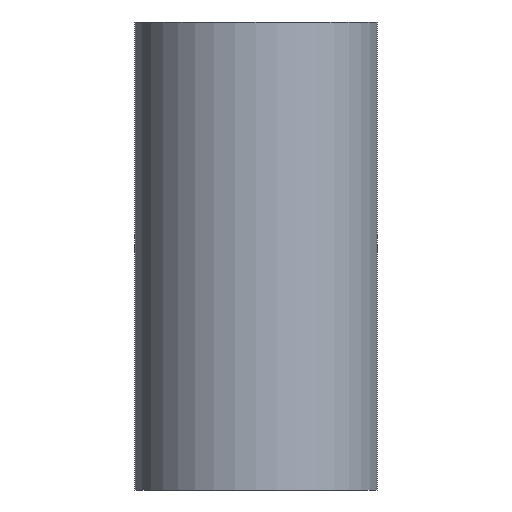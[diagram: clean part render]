
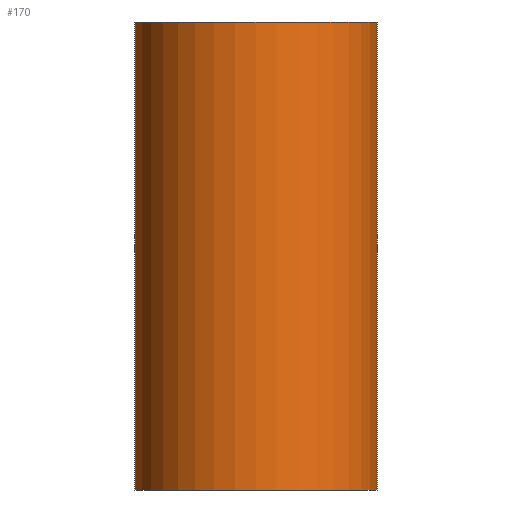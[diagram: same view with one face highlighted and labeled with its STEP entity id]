
A CAD part, left-side view. The second image highlights one B-rep face of the part: STEP entity #170.
In plain terms, the highlighted cylindrical face has radius 20.5 mm (diameter 41 mm), a full revolution.
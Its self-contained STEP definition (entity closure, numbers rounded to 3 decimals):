
#24=FACE_BOUND($,#66,.T.);
#25=FACE_BOUND($,#67,.T.);
#26=FACE_BOUND($,#68,.T.);
#44=CIRCLE($,#192,20.5);
#45=CIRCLE($,#193,20.5);
#66=EDGE_LOOP($,(#133,#134,#135,#136));
#67=EDGE_LOOP($,(#137));
#68=EDGE_LOOP($,(#138));
#88=B_SPLINE_CURVE_WITH_KNOTS($,3,(#328,#329,#330,#331,#332,#333,#334,#335,
#336,#337,#338,#339,#340,#341,#342,#343,#344,#345),.UNSPECIFIED.,.F.,.F.,
(4,2,2,2,2,2,2,2,4),(5.542,5.895,6.248,
6.602,6.955,7.294,7.634,7.973,
8.312),.UNSPECIFIED.);
#89=B_SPLINE_CURVE_WITH_KNOTS($,3,(#347,#348,#349,#350,#351,#352,#353,#354,
#355,#356,#357,#358,#359,#360,#361,#362,#363,#364),.UNSPECIFIED.,.F.,.F.,
(4,2,2,2,2,2,2,2,4),(-5.542,-5.188,-4.835,
-4.482,-4.128,-3.789,-3.45,-3.11,
-2.771),.UNSPECIFIED.);
#90=B_SPLINE_CURVE_WITH_KNOTS($,3,(#366,#367,#368,#369,#370,#371,#372,#373,
#374,#375,#376,#377,#378,#379,#380,#381,#382,#383),.UNSPECIFIED.,.F.,.F.,
(4,2,2,2,2,2,2,2,4),(8.312,8.652,8.991,
9.331,9.67,10.023,10.377,10.73,
11.083),.UNSPECIFIED.);
#91=B_SPLINE_CURVE_WITH_KNOTS($,3,(#384,#385,#386,#387,#388,#389,#390,#391,
#392,#393,#394,#395,#396,#397,#398,#399,#400,#401),.UNSPECIFIED.,.F.,.F.,
(4,2,2,2,2,2,2,2,4),(-2.771,-2.431,-2.092,
-1.753,-1.413,-1.06,-0.707,
-0.353,0.),.UNSPECIFIED.);
#98=VERTEX_POINT($,#326);
#99=VERTEX_POINT($,#327);
#100=VERTEX_POINT($,#346);
#101=VERTEX_POINT($,#365);
#102=VERTEX_POINT($,#402);
#103=VERTEX_POINT($,#404);
#115=EDGE_CURVE($,#98,#99,#88,.T.);
#116=EDGE_CURVE($,#98,#100,#89,.T.);
#117=EDGE_CURVE($,#100,#101,#90,.T.);
#118=EDGE_CURVE($,#99,#101,#91,.T.);
#119=EDGE_CURVE($,#102,#102,#44,.T.);
#120=EDGE_CURVE($,#103,#103,#45,.T.);
#133=ORIENTED_EDGE($,*,*,#115,.F.);
#134=ORIENTED_EDGE($,*,*,#116,.T.);
#135=ORIENTED_EDGE($,*,*,#117,.T.);
#136=ORIENTED_EDGE($,*,*,#118,.F.);
#137=ORIENTED_EDGE($,*,*,#119,.T.);
#138=ORIENTED_EDGE($,*,*,#120,.F.);
#163=CYLINDRICAL_SURFACE($,#191,20.5);
#170=ADVANCED_FACE($,(#24,#25,#26),#163,.T.);
#191=AXIS2_PLACEMENT_3D($,#325,#226,#227);
#192=AXIS2_PLACEMENT_3D($,#403,#228,#229);
#193=AXIS2_PLACEMENT_3D($,#405,#230,#231);
#226=DIRECTION('center_axis',(0.,0.,1.));
#227=DIRECTION('ref_axis',(1.,0.,0.));
#228=DIRECTION('center_axis',(0.,0.,1.));
#229=DIRECTION('ref_axis',(1.,0.,0.));
#230=DIRECTION('center_axis',(0.,0.,1.));
#231=DIRECTION('ref_axis',(1.,0.,0.));
#325=CARTESIAN_POINT('Origin',(0.,0.,0.));
#326=CARTESIAN_POINT('',(11.456,-17.,39.5));
#327=CARTESIAN_POINT('',(20.5,0.,22.5));
#328=CARTESIAN_POINT('Ctrl Pts',(11.456,-17.,39.5));
#329=CARTESIAN_POINT('Ctrl Pts',(11.456,-17.,38.322));
#330=CARTESIAN_POINT('Ctrl Pts',(11.643,-16.878,37.167));
#331=CARTESIAN_POINT('Ctrl Pts',(12.286,-16.416,34.937));
#332=CARTESIAN_POINT('Ctrl Pts',(12.738,-16.076,33.862));
#333=CARTESIAN_POINT('Ctrl Pts',(13.765,-15.206,31.818));
#334=CARTESIAN_POINT('Ctrl Pts',(14.339,-14.675,30.849));
#335=CARTESIAN_POINT('Ctrl Pts',(15.491,-13.453,29.05));
#336=CARTESIAN_POINT('Ctrl Pts',(16.069,-12.762,28.22));
#337=CARTESIAN_POINT('Ctrl Pts',(17.121,-11.309,26.767));
#338=CARTESIAN_POINT('Ctrl Pts',(17.638,-10.497,26.084));
#339=CARTESIAN_POINT('Ctrl Pts',(18.588,-8.704,24.857));
#340=CARTESIAN_POINT('Ctrl Pts',(19.022,-7.722,24.313));
#341=CARTESIAN_POINT('Ctrl Pts',(19.74,-5.64,23.423));
#342=CARTESIAN_POINT('Ctrl Pts',(20.024,-4.537,23.076));
#343=CARTESIAN_POINT('Ctrl Pts',(20.405,-2.283,22.615));
#344=CARTESIAN_POINT('Ctrl Pts',(20.5,-1.131,22.5));
#345=CARTESIAN_POINT('Ctrl Pts',(20.5,0.,22.5));
#346=CARTESIAN_POINT('',(20.5,0.,56.5));
#347=CARTESIAN_POINT('Ctrl Pts',(11.456,-17.,39.5));
#348=CARTESIAN_POINT('Ctrl Pts',(11.456,-17.,40.678));
#349=CARTESIAN_POINT('Ctrl Pts',(11.643,-16.878,41.833));
#350=CARTESIAN_POINT('Ctrl Pts',(12.286,-16.416,44.063));
#351=CARTESIAN_POINT('Ctrl Pts',(12.738,-16.076,45.138));
#352=CARTESIAN_POINT('Ctrl Pts',(13.765,-15.206,47.182));
#353=CARTESIAN_POINT('Ctrl Pts',(14.339,-14.675,48.151));
#354=CARTESIAN_POINT('Ctrl Pts',(15.491,-13.453,49.95));
#355=CARTESIAN_POINT('Ctrl Pts',(16.069,-12.762,50.78));
#356=CARTESIAN_POINT('Ctrl Pts',(17.121,-11.309,52.233));
#357=CARTESIAN_POINT('Ctrl Pts',(17.638,-10.497,52.916));
#358=CARTESIAN_POINT('Ctrl Pts',(18.588,-8.704,54.143));
#359=CARTESIAN_POINT('Ctrl Pts',(19.022,-7.722,54.687));
#360=CARTESIAN_POINT('Ctrl Pts',(19.74,-5.64,55.577));
#361=CARTESIAN_POINT('Ctrl Pts',(20.024,-4.537,55.924));
#362=CARTESIAN_POINT('Ctrl Pts',(20.405,-2.283,56.385));
#363=CARTESIAN_POINT('Ctrl Pts',(20.5,-1.131,56.5));
#364=CARTESIAN_POINT('Ctrl Pts',(20.5,0.,56.5));
#365=CARTESIAN_POINT('',(11.456,17.,39.5));
#366=CARTESIAN_POINT('Ctrl Pts',(20.5,0.,56.5));
#367=CARTESIAN_POINT('Ctrl Pts',(20.5,1.131,56.5));
#368=CARTESIAN_POINT('Ctrl Pts',(20.405,2.283,56.385));
#369=CARTESIAN_POINT('Ctrl Pts',(20.024,4.537,55.924));
#370=CARTESIAN_POINT('Ctrl Pts',(19.74,5.64,55.577));
#371=CARTESIAN_POINT('Ctrl Pts',(19.022,7.722,54.687));
#372=CARTESIAN_POINT('Ctrl Pts',(18.588,8.704,54.143));
#373=CARTESIAN_POINT('Ctrl Pts',(17.638,10.497,52.916));
#374=CARTESIAN_POINT('Ctrl Pts',(17.121,11.309,52.233));
#375=CARTESIAN_POINT('Ctrl Pts',(16.069,12.762,50.78));
#376=CARTESIAN_POINT('Ctrl Pts',(15.491,13.453,49.95));
#377=CARTESIAN_POINT('Ctrl Pts',(14.339,14.675,48.151));
#378=CARTESIAN_POINT('Ctrl Pts',(13.765,15.206,47.182));
#379=CARTESIAN_POINT('Ctrl Pts',(12.738,16.076,45.138));
#380=CARTESIAN_POINT('Ctrl Pts',(12.286,16.416,44.063));
#381=CARTESIAN_POINT('Ctrl Pts',(11.643,16.878,41.833));
#382=CARTESIAN_POINT('Ctrl Pts',(11.456,17.,40.678));
#383=CARTESIAN_POINT('Ctrl Pts',(11.456,17.,39.5));
#384=CARTESIAN_POINT('Ctrl Pts',(20.5,0.,22.5));
#385=CARTESIAN_POINT('Ctrl Pts',(20.5,1.131,22.5));
#386=CARTESIAN_POINT('Ctrl Pts',(20.405,2.283,22.615));
#387=CARTESIAN_POINT('Ctrl Pts',(20.024,4.537,23.076));
#388=CARTESIAN_POINT('Ctrl Pts',(19.74,5.64,23.423));
#389=CARTESIAN_POINT('Ctrl Pts',(19.022,7.722,24.313));
#390=CARTESIAN_POINT('Ctrl Pts',(18.588,8.704,24.857));
#391=CARTESIAN_POINT('Ctrl Pts',(17.638,10.497,26.084));
#392=CARTESIAN_POINT('Ctrl Pts',(17.121,11.309,26.767));
#393=CARTESIAN_POINT('Ctrl Pts',(16.069,12.762,28.22));
#394=CARTESIAN_POINT('Ctrl Pts',(15.491,13.453,29.05));
#395=CARTESIAN_POINT('Ctrl Pts',(14.339,14.675,30.849));
#396=CARTESIAN_POINT('Ctrl Pts',(13.765,15.206,31.818));
#397=CARTESIAN_POINT('Ctrl Pts',(12.738,16.076,33.862));
#398=CARTESIAN_POINT('Ctrl Pts',(12.286,16.416,34.937));
#399=CARTESIAN_POINT('Ctrl Pts',(11.643,16.878,37.167));
#400=CARTESIAN_POINT('Ctrl Pts',(11.456,17.,38.322));
#401=CARTESIAN_POINT('Ctrl Pts',(11.456,17.,39.5));
#402=CARTESIAN_POINT('',(20.5,0.,0.));
#403=CARTESIAN_POINT('Origin',(0.,0.,0.));
#404=CARTESIAN_POINT('',(-20.5,0.,79.));
#405=CARTESIAN_POINT('Origin',(0.,0.,79.));
